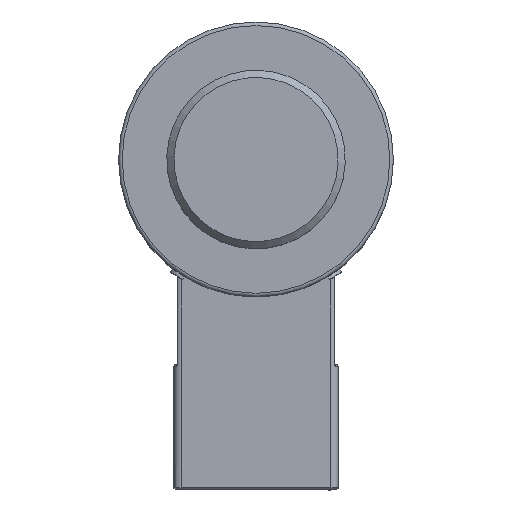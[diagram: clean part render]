
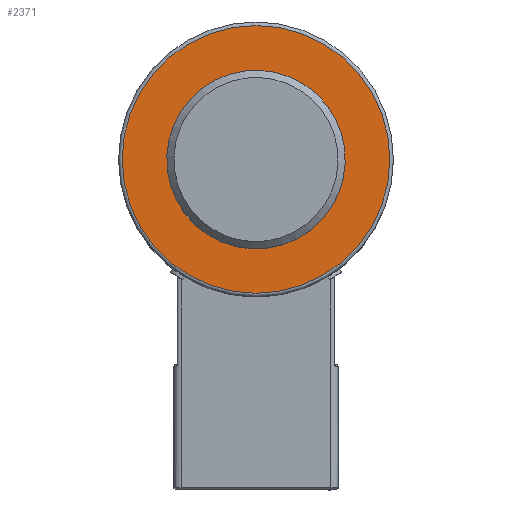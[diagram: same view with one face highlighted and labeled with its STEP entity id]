
A CAD part, top view. The second image highlights one B-rep face of the part: STEP entity #2371.
In plain terms, the highlighted planar face has unit normal (0, 0, 1).
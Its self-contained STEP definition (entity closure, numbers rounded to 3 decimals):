
#605=FACE_BOUND('',#887,.T.);
#732=FACE_OUTER_BOUND('',#886,.T.);
#886=EDGE_LOOP('',(#2089));
#887=EDGE_LOOP('',(#2090));
#1019=CIRCLE('',#2608,37.5);
#1020=CIRCLE('',#2609,23.);
#1210=VERTEX_POINT('',#4368);
#1211=VERTEX_POINT('',#4370);
#1512=EDGE_CURVE('',#1210,#1210,#1019,.T.);
#1513=EDGE_CURVE('',#1211,#1211,#1020,.T.);
#2089=ORIENTED_EDGE('',*,*,#1512,.F.);
#2090=ORIENTED_EDGE('',*,*,#1513,.F.);
#2242=PLANE('',#2607);
#2371=ADVANCED_FACE('',(#732,#605),#2242,.T.);
#2607=AXIS2_PLACEMENT_3D('',#4367,#3207,#3208);
#2608=AXIS2_PLACEMENT_3D('',#4369,#3209,#3210);
#2609=AXIS2_PLACEMENT_3D('',#4371,#3211,#3212);
#3207=DIRECTION('center_axis',(0.,0.,
1.));
#3208=DIRECTION('ref_axis',(1.,0.,0.));
#3209=DIRECTION('center_axis',(0.,0.,
-1.));
#3210=DIRECTION('ref_axis',(1.,0.,0.));
#3211=DIRECTION('center_axis',(0.,0.,
1.));
#3212=DIRECTION('ref_axis',(-0.737,0.675,0.));
#4367=CARTESIAN_POINT('Origin',(0.,0.082,
147.));
#4368=CARTESIAN_POINT('',(-37.5,0.082,147.));
#4369=CARTESIAN_POINT('Origin',(0.,0.082,
147.));
#4370=CARTESIAN_POINT('',(16.961,-15.535,147.));
#4371=CARTESIAN_POINT('Origin',(0.,0.,
147.));
